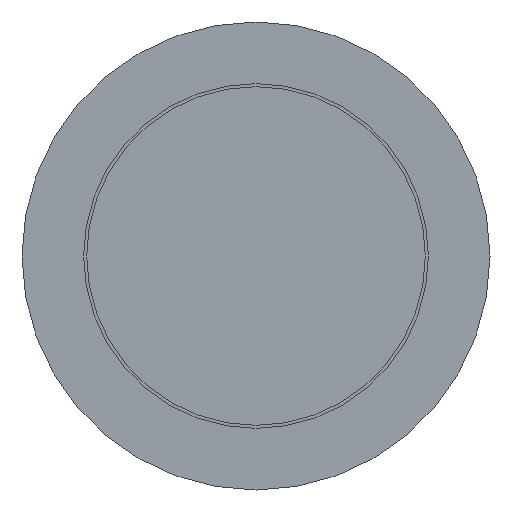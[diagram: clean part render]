
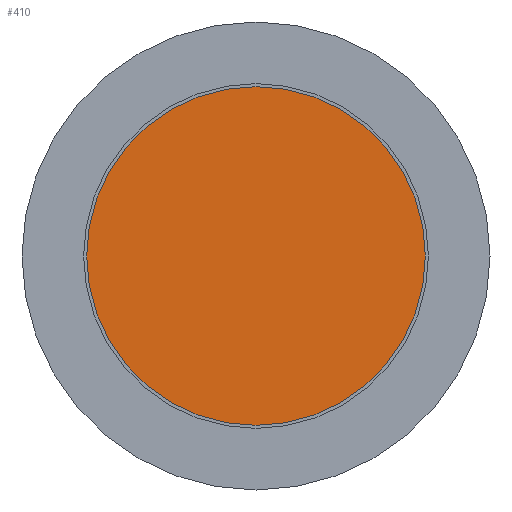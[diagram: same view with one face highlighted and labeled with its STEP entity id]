
A CAD part, front view. The second image highlights one B-rep face of the part: STEP entity #410.
In plain terms, the highlighted planar face has unit normal (0, -1, 0).
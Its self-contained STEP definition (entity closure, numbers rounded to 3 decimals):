
#2 = DIRECTION ( 'NONE',  ( 0., -1., 0. ) ) ;
#34 = CARTESIAN_POINT ( 'NONE',  ( -13.75, 0., 0. ) ) ;
#51 = CARTESIAN_POINT ( 'NONE',  ( 0., 0., -13.75 ) ) ;
#55 = EDGE_CURVE ( 'NONE', #472, #472, #177, .T. ) ;
#81 = FACE_OUTER_BOUND ( 'NONE', #372, .T. ) ;
#173 = DIRECTION ( 'NONE',  ( 0., 0., -1. ) ) ;
#177 = CIRCLE ( 'NONE', #417, 13.75 ) ;
#212 = CARTESIAN_POINT ( 'NONE',  ( 0., 0., 0. ) ) ;
#247 = DIRECTION ( 'NONE',  ( 0., 1., 0. ) ) ;
#322 = ORIENTED_EDGE ( 'NONE', *, *, #55, .T. ) ;
#372 = EDGE_LOOP ( 'NONE', ( #322 ) ) ;
#373 = DIRECTION ( 'NONE',  ( 0., 0., 1. ) ) ;
#410 = ADVANCED_FACE ( 'NONE', ( #81 ), #543, .F. ) ;
#417 = AXIS2_PLACEMENT_3D ( 'NONE', #212, #2, #173 ) ;
#472 = VERTEX_POINT ( 'NONE', #51 ) ;
#540 = AXIS2_PLACEMENT_3D ( 'NONE', #34, #247, #373 ) ;
#543 = PLANE ( 'NONE',  #540 ) ;
